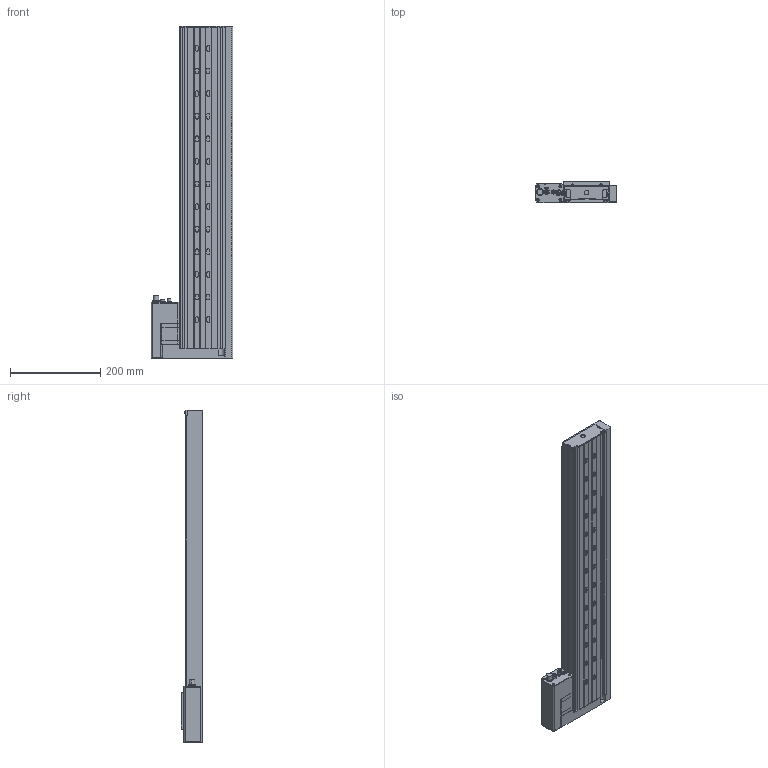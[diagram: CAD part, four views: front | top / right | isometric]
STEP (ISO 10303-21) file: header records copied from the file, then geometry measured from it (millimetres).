
FILE_DESCRIPTION (( 'STEP AP203' ), '1' );
FILE_NAME ('X-LRQ600xP-DE51C.step', '2023-05-17T23:57:31', ( '' ), ( '' ), 'SwSTEP 2.0', 'SolidWorks 2019', '' );
FILE_SCHEMA (( 'CONFIG_CONTROL_DESIGN' ));
Length unit declared in the file: millimetre
Products named in the file (4): LRQ_base^LRQ_LRQ600P-DEC; X-LRQ600xP-DE51C; LRQ_carriage^LRQ_LRQ-C; NMS17_motor^LRQ_X-LRQ
Assembly tree (3 placements, depth 2):
  X-LRQ600xP-DE51C
    LRQ_base^LRQ_LRQ600P-DEC
    LRQ_carriage^LRQ_LRQ-C
    NMS17_motor^LRQ_X-LRQ
Bounding box: 181.1 x 48 x 734.8 mm (x, y, z)
Volume: 2031544.4 mm3; surface area: 758623.4 mm2
Topology: 31 solids, 31 shells, 967 faces, 2473 edges, 1631 vertices
Faces by surface type: plane 587, cylinder 338, cone 30, torus 8, sphere 4
Entity records: 29962 total; most frequent: CARTESIAN_POINT 5393, DIRECTION 5100, ORIENTED_EDGE 4914, EDGE_CURVE 2457, AXIS2_PLACEMENT_3D 1714, VECTOR 1672, LINE 1672, VERTEX_POINT 1627
